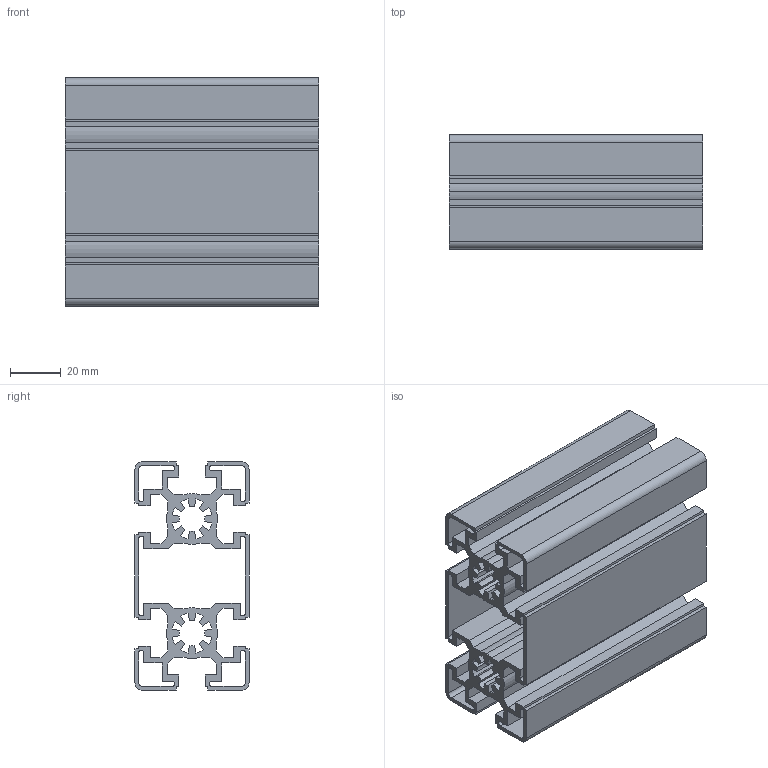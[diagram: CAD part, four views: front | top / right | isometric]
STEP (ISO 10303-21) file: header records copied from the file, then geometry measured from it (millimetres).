
FILE_DESCRIPTION (( 'STEP AP203' ), '1' );
FILE_NAME ('AL-P10-45-90-JB2214.STEP', '2021-06-25T03:05:49', ( '' ), ( '' ), 'SwSTEP 2.0', 'SolidWorks 2018', '' );
FILE_SCHEMA (( 'CONFIG_CONTROL_DESIGN' ));
Length unit declared in the file: millimetre
Products named in the file (2): AL-P10-45-90-JB2214
Bounding box: 100 x 45 x 90 mm (x, y, z)
Volume: 117556.6 mm3; surface area: 109776.5 mm2
Topology: 1 solids, 1 shells, 238 faces, 708 edges, 472 vertices
Faces by surface type: plane 170, cylinder 68
Entity records: 8131 total; most frequent: CARTESIAN_POINT 1420, ORIENTED_EDGE 1416, DIRECTION 1324, EDGE_CURVE 708, LINE 572, VECTOR 572, VERTEX_POINT 472, AXIS2_PLACEMENT_3D 376
